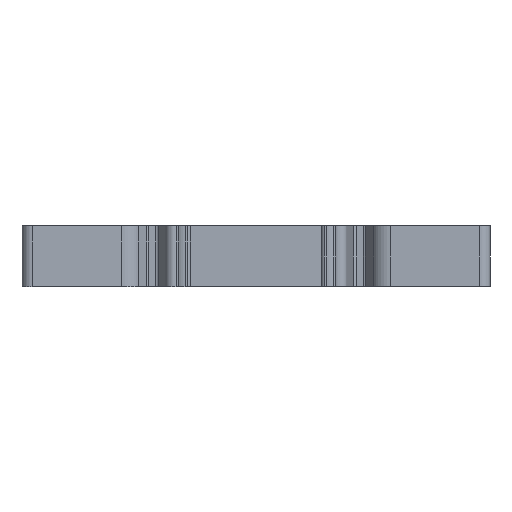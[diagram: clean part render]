
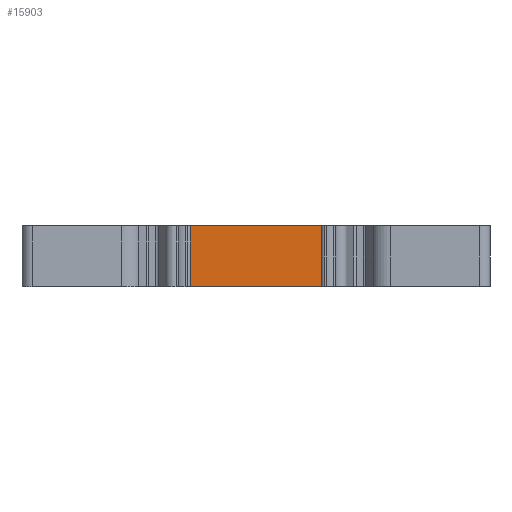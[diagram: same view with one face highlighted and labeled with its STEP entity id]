
A CAD part, front view. The second image highlights one B-rep face of the part: STEP entity #15903.
In plain terms, the highlighted planar face has unit normal (0, -1, 0).
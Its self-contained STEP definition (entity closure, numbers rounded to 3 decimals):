
#56 = CARTESIAN_POINT ( 'NONE',  ( 472.225, 109.54, 26.9 ) ) ;
#63 = CARTESIAN_POINT ( 'NONE',  ( 484.163, 109.54, 26.95 ) ) ;
#1011 = CARTESIAN_POINT ( 'NONE',  ( 484.163, 109.54, 35.85 ) ) ;
#1074 = CARTESIAN_POINT ( 'NONE',  ( 472.226, 109.54, 26.95 ) ) ;
#1409 = VECTOR ( 'NONE', #9314, 1000. ) ;
#1722 = AXIS2_PLACEMENT_3D ( 'NONE', #8604, #8634, #8652 ) ;
#2648 = EDGE_CURVE ( 'NONE', #6354, #6168, #13408, .T. ) ;
#2755 = EDGE_CURVE ( 'NONE', #6252, #6354, #13535, .T. ) ;
#2796 = EDGE_CURVE ( 'NONE', #6252, #6308, #12990, .T. ) ;
#2798 = EDGE_CURVE ( 'NONE', #4190, #6308, #13633, .T. ) ;
#3526 = EDGE_CURVE ( 'NONE', #4190, #4187, #15074, .T. ) ;
#3788 = EDGE_LOOP ( 'NONE', ( #6641, #6678, #6642, #6672, #6681, #6676 ) ) ;
#4187 = VERTEX_POINT ( 'NONE', #10857 ) ;
#4190 = VERTEX_POINT ( 'NONE', #10858 ) ;
#6168 = VERTEX_POINT ( 'NONE', #1011 ) ;
#6252 = VERTEX_POINT ( 'NONE', #1074 ) ;
#6308 = VERTEX_POINT ( 'NONE', #56 ) ;
#6354 = VERTEX_POINT ( 'NONE', #63 ) ;
#6641 = ORIENTED_EDGE ( 'NONE', *, *, #15570, .F. ) ;
#6642 = ORIENTED_EDGE ( 'NONE', *, *, #2798, .T. ) ;
#6672 = ORIENTED_EDGE ( 'NONE', *, *, #2796, .F. ) ;
#6676 = ORIENTED_EDGE ( 'NONE', *, *, #2648, .T. ) ;
#6678 = ORIENTED_EDGE ( 'NONE', *, *, #3526, .F. ) ;
#6681 = ORIENTED_EDGE ( 'NONE', *, *, #2755, .T. ) ;
#8604 = CARTESIAN_POINT ( 'NONE',  ( 472.225, 109.54, 35.8 ) ) ;
#8625 = PLANE ( 'NONE',  #1722 ) ;
#8634 = DIRECTION ( 'NONE',  ( 0., 1., 0. ) ) ;
#8642 = FACE_OUTER_BOUND ( 'NONE', #3788, .T. ) ;
#8652 = DIRECTION ( 'NONE',  ( 0., 0., 1. ) ) ;
#9293 = CARTESIAN_POINT ( 'NONE',  ( 472.225, 109.54, 35.85 ) ) ;
#9305 = LINE ( 'NONE', #9293, #1409 ) ;
#9314 = DIRECTION ( 'NONE',  ( 1., 0., 0. ) ) ;
#10857 = CARTESIAN_POINT ( 'NONE',  ( 460.287, 109.54, 35.85 ) ) ;
#10858 = CARTESIAN_POINT ( 'NONE',  ( 460.287, 109.54, 26.9 ) ) ;
#11421 = VECTOR ( 'NONE', #15075, 1000. ) ;
#11489 = VECTOR ( 'NONE', #13437, 1000. ) ;
#11525 = VECTOR ( 'NONE', #13715, 1000. ) ;
#11543 = VECTOR ( 'NONE', #13499, 1000. ) ;
#12990 = B_SPLINE_CURVE_WITH_KNOTS ( 'NONE', 3,
 ( #13648, #13713, #13650, #13638 ),
 .UNSPECIFIED., .F., .F.,
 ( 4, 4 ),
 ( 1., 2. ),
 .UNSPECIFIED. ) ;
#13408 = LINE ( 'NONE', #13427, #11489 ) ;
#13427 = CARTESIAN_POINT ( 'NONE',  ( 484.163, 109.54, 35.8 ) ) ;
#13437 = DIRECTION ( 'NONE',  ( 0., 0., 1. ) ) ;
#13499 = DIRECTION ( 'NONE',  ( 1., 0., 0. ) ) ;
#13504 = CARTESIAN_POINT ( 'NONE',  ( 472.225, 109.54, 26.95 ) ) ;
#13535 = LINE ( 'NONE', #13504, #11543 ) ;
#13633 = LINE ( 'NONE', #13694, #11525 ) ;
#13638 = CARTESIAN_POINT ( 'NONE',  ( 472.225, 109.54, 26.9 ) ) ;
#13648 = CARTESIAN_POINT ( 'NONE',  ( 472.226, 109.54, 26.95 ) ) ;
#13650 = CARTESIAN_POINT ( 'NONE',  ( 472.225, 109.54, 26.917 ) ) ;
#13694 = CARTESIAN_POINT ( 'NONE',  ( 472.225, 109.54, 26.9 ) ) ;
#13713 = CARTESIAN_POINT ( 'NONE',  ( 472.226, 109.54, 26.933 ) ) ;
#13715 = DIRECTION ( 'NONE',  ( 1., 0., 0. ) ) ;
#15043 = CARTESIAN_POINT ( 'NONE',  ( 460.287, 109.54, 35.8 ) ) ;
#15074 = LINE ( 'NONE', #15043, #11421 ) ;
#15075 = DIRECTION ( 'NONE',  ( 0., 0., 1. ) ) ;
#15570 = EDGE_CURVE ( 'NONE', #4187, #6168, #9305, .T. ) ;
#15903 = ADVANCED_FACE ( 'NONE', ( #8642 ), #8625, .F. ) ;
